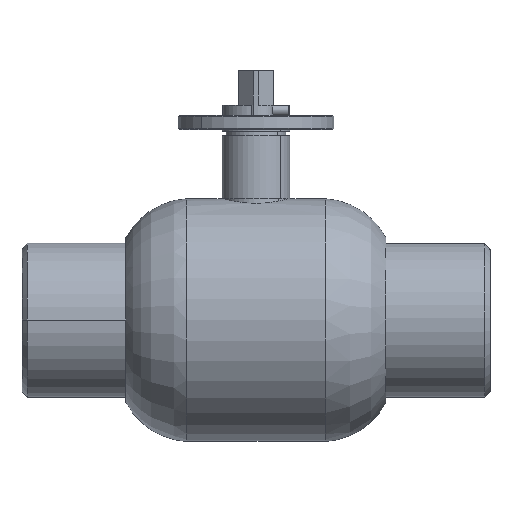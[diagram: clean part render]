
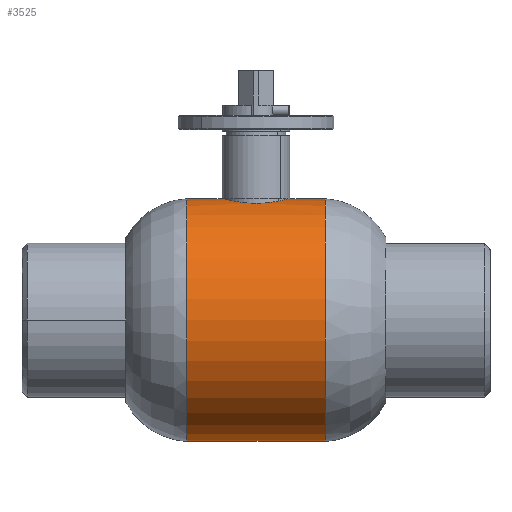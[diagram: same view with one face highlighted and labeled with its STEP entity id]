
A CAD part, top view. The second image highlights one B-rep face of the part: STEP entity #3525.
In plain terms, the highlighted cylindrical face has radius 70 mm (diameter 140 mm), a partial arc.
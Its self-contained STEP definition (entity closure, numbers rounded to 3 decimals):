
#41 = CARTESIAN_POINT ( 'NONE',  ( 19., 70., 0. ) ) ;
#115 = CYLINDRICAL_SURFACE ( 'NONE', #1109, 70. ) ;
#139 = EDGE_CURVE ( 'NONE', #2612, #1982, #2365, .T. ) ;
#151 = LINE ( 'NONE', #3437, #4418 ) ;
#154 = CARTESIAN_POINT ( 'NONE',  ( -40., -70., 0. ) ) ;
#233 = ORIENTED_EDGE ( 'NONE', *, *, #3522, .T. ) ;
#245 = EDGE_LOOP ( 'NONE', ( #233, #4923, #492, #4834, #2004, #2080, #1161 ) ) ;
#266 = CARTESIAN_POINT ( 'NONE',  ( 40., -70., 0. ) ) ;
#268 = CIRCLE ( 'NONE', #2870, 70. ) ;
#299 = VERTEX_POINT ( 'NONE', #4598 ) ;
#367 = CARTESIAN_POINT ( 'NONE',  ( 0., 70., 0. ) ) ;
#381 = CARTESIAN_POINT ( 'NONE',  ( -7.856, 67.826, 17.311 ) ) ;
#386 = B_SPLINE_CURVE_WITH_KNOTS ( 'NONE', 3,
 ( #730, #2744, #3508, #2769, #4767, #1168, #4380, #811, #4788, #2367, #1979, #3987, #1949, #1087, #1468, #2393, #4300, #4360, #2318, #760, #381, #2288, #1923, #4681, #5120, #4017, #3590, #3100 ),
 .UNSPECIFIED., .F., .F.,
 ( 4, 2, 2, 2, 2, 2, 2, 2, 2, 2, 2, 2, 2, 4 ),
 ( 0.03, 0.032, 0.034, 0.037, 0.039, 0.041, 0.043, 0.045, 0.048, 0.05, 0.052, 0.056, 0.058, 0.06 ),
 .UNSPECIFIED. ) ;
#391 = CARTESIAN_POINT ( 'NONE',  ( 18.752, 69.933, 3.119 ) ) ;
#418 = CARTESIAN_POINT ( 'NONE',  ( 9.521, 68.039, 16.454 ) ) ;
#439 = CARTESIAN_POINT ( 'NONE',  ( 40., 0., 0. ) ) ;
#467 = CARTESIAN_POINT ( 'NONE',  ( 1.243, 67.381, 18.97 ) ) ;
#468 = DIRECTION ( 'NONE',  ( 0., -1., 0. ) ) ;
#492 = ORIENTED_EDGE ( 'NONE', *, *, #139, .F. ) ;
#517 = DIRECTION ( 'NONE',  ( -1., 0., 0. ) ) ;
#730 = CARTESIAN_POINT ( 'NONE',  ( -19., 70., 0. ) ) ;
#760 = CARTESIAN_POINT ( 'NONE',  ( -8.421, 67.894, 17.043 ) ) ;
#767 = CARTESIAN_POINT ( 'NONE',  ( 0., 67.372, 19. ) ) ;
#792 = CARTESIAN_POINT ( 'NONE',  ( 11.602, 68.356, 15.097 ) ) ;
#811 = CARTESIAN_POINT ( 'NONE',  ( -17.305, 69.559, 7.87 ) ) ;
#931 = VERTEX_POINT ( 'NONE', #3942 ) ;
#1087 = CARTESIAN_POINT ( 'NONE',  ( -14.287, 68.869, 12.54 ) ) ;
#1089 = VERTEX_POINT ( 'NONE', #4412 ) ;
#1109 = AXIS2_PLACEMENT_3D ( 'NONE', #4479, #3329, #468 ) ;
#1161 = ORIENTED_EDGE ( 'NONE', *, *, #1493, .F. ) ;
#1168 = CARTESIAN_POINT ( 'NONE',  ( -18.385, 69.835, 4.952 ) ) ;
#1172 = CARTESIAN_POINT ( 'NONE',  ( 14.29, 68.87, 12.537 ) ) ;
#1194 = CARTESIAN_POINT ( 'NONE',  ( 18.845, 69.958, 2.504 ) ) ;
#1220 = CARTESIAN_POINT ( 'NONE',  ( 2.483, 67.415, 18.847 ) ) ;
#1233 = DIRECTION ( 'NONE',  ( -1., 0., 0. ) ) ;
#1248 = CARTESIAN_POINT ( 'NONE',  ( 13.869, 68.783, 13.001 ) ) ;
#1350 = EDGE_CURVE ( 'NONE', #299, #1089, #3975, .T. ) ;
#1384 = EDGE_CURVE ( 'NONE', #2919, #1089, #4911, .T. ) ;
#1468 = CARTESIAN_POINT ( 'NONE',  ( -13.867, 68.783, 13.004 ) ) ;
#1493 = EDGE_CURVE ( 'NONE', #5044, #2919, #151, .T. ) ;
#1534 = LINE ( 'NONE', #3569, #3547 ) ;
#1631 = AXIS2_PLACEMENT_3D ( 'NONE', #3313, #1233, #3655 ) ;
#1640 = CARTESIAN_POINT ( 'NONE',  ( 4.954, 67.543, 18.386 ) ) ;
#1923 = CARTESIAN_POINT ( 'NONE',  ( -4.953, 67.543, 18.385 ) ) ;
#1949 = CARTESIAN_POINT ( 'NONE',  ( -15.074, 69.037, 11.583 ) ) ;
#1967 = DIRECTION ( 'NONE',  ( -1., 0., 0. ) ) ;
#1979 = CARTESIAN_POINT ( 'NONE',  ( -16.129, 69.275, 10.061 ) ) ;
#1982 = VERTEX_POINT ( 'NONE', #2503 ) ;
#2004 = ORIENTED_EDGE ( 'NONE', *, *, #1350, .T. ) ;
#2061 = CARTESIAN_POINT ( 'NONE',  ( 7.859, 67.827, 17.309 ) ) ;
#2080 = ORIENTED_EDGE ( 'NONE', *, *, #1384, .F. ) ;
#2288 = CARTESIAN_POINT ( 'NONE',  ( -6.138, 67.642, 18.024 ) ) ;
#2318 = CARTESIAN_POINT ( 'NONE',  ( -9.523, 68.04, 16.453 ) ) ;
#2365 = B_SPLINE_CURVE_WITH_KNOTS ( 'NONE', 3,
 ( #4028, #3997, #467, #1220, #2833, #1640, #2857, #2061, #3700, #418, #3222, #792, #3250, #1248, #1172, #2876, #3644, #4857, #4438, #4077, #4047, #3673, #4453, #391, #1194, #4103, #4773, #41 ),
 .UNSPECIFIED., .F., .F.,
 ( 4, 2, 2, 2, 2, 2, 2, 2, 2, 2, 2, 2, 2, 4 ),
 ( 0.06, 0.062, 0.063, 0.067, 0.069, 0.071, 0.075, 0.076, 0.078, 0.082, 0.084, 0.086, 0.088, 0.09 ),
 .UNSPECIFIED. ) ;
#2367 = CARTESIAN_POINT ( 'NONE',  ( -16.448, 69.35, 9.532 ) ) ;
#2393 = CARTESIAN_POINT ( 'NONE',  ( -12.548, 68.525, 14.321 ) ) ;
#2503 = CARTESIAN_POINT ( 'NONE',  ( 19., 70., 0. ) ) ;
#2612 = VERTEX_POINT ( 'NONE', #767 ) ;
#2696 = DIRECTION ( 'NONE',  ( -1., 0., 0. ) ) ;
#2744 = CARTESIAN_POINT ( 'NONE',  ( -19., 70., 0.623 ) ) ;
#2769 = CARTESIAN_POINT ( 'NONE',  ( -18.845, 69.958, 2.503 ) ) ;
#2833 = CARTESIAN_POINT ( 'NONE',  ( 3.103, 67.441, 18.755 ) ) ;
#2857 = CARTESIAN_POINT ( 'NONE',  ( 6.142, 67.642, 18.022 ) ) ;
#2870 = AXIS2_PLACEMENT_3D ( 'NONE', #439, #517, #2877 ) ;
#2876 = CARTESIAN_POINT ( 'NONE',  ( 15.079, 69.038, 11.577 ) ) ;
#2877 = DIRECTION ( 'NONE',  ( 0., -1., 0. ) ) ;
#2919 = VERTEX_POINT ( 'NONE', #154 ) ;
#3100 = CARTESIAN_POINT ( 'NONE',  ( 0., 67.372, 19. ) ) ;
#3222 = CARTESIAN_POINT ( 'NONE',  ( 10.058, 68.117, 16.132 ) ) ;
#3250 = CARTESIAN_POINT ( 'NONE',  ( 12.554, 68.526, 14.315 ) ) ;
#3313 = CARTESIAN_POINT ( 'NONE',  ( -40., 0., 0. ) ) ;
#3329 = DIRECTION ( 'NONE',  ( -1., 0., 0. ) ) ;
#3358 = EDGE_CURVE ( 'NONE', #931, #1982, #1534, .T. ) ;
#3412 = DIRECTION ( 'NONE',  ( -1., 0., 0. ) ) ;
#3437 = CARTESIAN_POINT ( 'NONE',  ( 0., -70., 0. ) ) ;
#3508 = CARTESIAN_POINT ( 'NONE',  ( -18.969, 69.992, 1.248 ) ) ;
#3522 = EDGE_CURVE ( 'NONE', #5044, #931, #268, .T. ) ;
#3525 = ADVANCED_FACE ( 'NONE', ( #4506 ), #115, .T. ) ;
#3547 = VECTOR ( 'NONE', #2696, 1000. ) ;
#3569 = CARTESIAN_POINT ( 'NONE',  ( 0., 70., 0. ) ) ;
#3590 = CARTESIAN_POINT ( 'NONE',  ( -0.622, 67.372, 19. ) ) ;
#3644 = CARTESIAN_POINT ( 'NONE',  ( 15.447, 69.119, 11.08 ) ) ;
#3655 = DIRECTION ( 'NONE',  ( 0., -1., 0. ) ) ;
#3673 = CARTESIAN_POINT ( 'NONE',  ( 18.358, 69.828, 4.938 ) ) ;
#3700 = CARTESIAN_POINT ( 'NONE',  ( 8.42, 67.894, 17.044 ) ) ;
#3942 = CARTESIAN_POINT ( 'NONE',  ( 40., 70., 0. ) ) ;
#3975 = LINE ( 'NONE', #367, #4826 ) ;
#3987 = CARTESIAN_POINT ( 'NONE',  ( -15.442, 69.118, 11.087 ) ) ;
#3997 = CARTESIAN_POINT ( 'NONE',  ( 0.622, 67.372, 19. ) ) ;
#4017 = CARTESIAN_POINT ( 'NONE',  ( -1.244, 67.381, 18.97 ) ) ;
#4028 = CARTESIAN_POINT ( 'NONE',  ( 0., 67.372, 19. ) ) ;
#4047 = CARTESIAN_POINT ( 'NONE',  ( 17.996, 69.734, 6.127 ) ) ;
#4077 = CARTESIAN_POINT ( 'NONE',  ( 17.784, 69.68, 6.716 ) ) ;
#4103 = CARTESIAN_POINT ( 'NONE',  ( 18.969, 69.991, 1.259 ) ) ;
#4300 = CARTESIAN_POINT ( 'NONE',  ( -11.595, 68.355, 15.102 ) ) ;
#4360 = CARTESIAN_POINT ( 'NONE',  ( -10.055, 68.116, 16.133 ) ) ;
#4380 = CARTESIAN_POINT ( 'NONE',  ( -18.024, 69.74, 6.139 ) ) ;
#4412 = CARTESIAN_POINT ( 'NONE',  ( -40., 70., 0. ) ) ;
#4418 = VECTOR ( 'NONE', #3412, 1000. ) ;
#4438 = CARTESIAN_POINT ( 'NONE',  ( 17.062, 69.498, 8.453 ) ) ;
#4453 = CARTESIAN_POINT ( 'NONE',  ( 18.509, 69.868, 4.336 ) ) ;
#4479 = CARTESIAN_POINT ( 'NONE',  ( 0., 0., 0. ) ) ;
#4506 = FACE_OUTER_BOUND ( 'NONE', #245, .T. ) ;
#4598 = CARTESIAN_POINT ( 'NONE',  ( -19., 70., 0. ) ) ;
#4681 = CARTESIAN_POINT ( 'NONE',  ( -3.117, 67.441, 18.753 ) ) ;
#4767 = CARTESIAN_POINT ( 'NONE',  ( -18.752, 69.933, 3.121 ) ) ;
#4773 = CARTESIAN_POINT ( 'NONE',  ( 19., 70., 0.626 ) ) ;
#4788 = CARTESIAN_POINT ( 'NONE',  ( -17.035, 69.492, 8.438 ) ) ;
#4826 = VECTOR ( 'NONE', #1967, 1000. ) ;
#4834 = ORIENTED_EDGE ( 'NONE', *, *, #5133, .F. ) ;
#4857 = CARTESIAN_POINT ( 'NONE',  ( 16.476, 69.354, 9.542 ) ) ;
#4911 = CIRCLE ( 'NONE', #1631, 70. ) ;
#4923 = ORIENTED_EDGE ( 'NONE', *, *, #3358, .T. ) ;
#5044 = VERTEX_POINT ( 'NONE', #266 ) ;
#5120 = CARTESIAN_POINT ( 'NONE',  ( -2.491, 67.415, 18.846 ) ) ;
#5133 = EDGE_CURVE ( 'NONE', #299, #2612, #386, .T. ) ;
